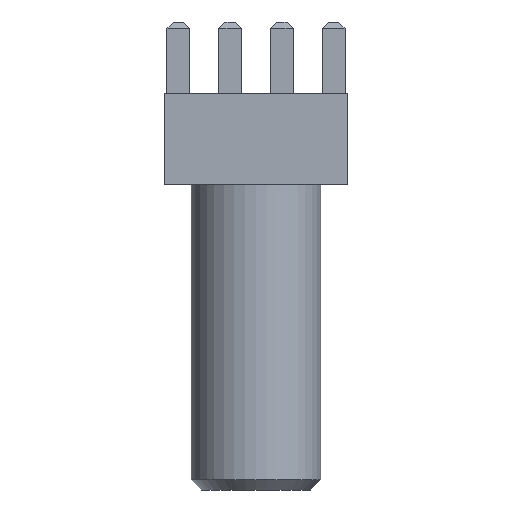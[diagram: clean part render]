
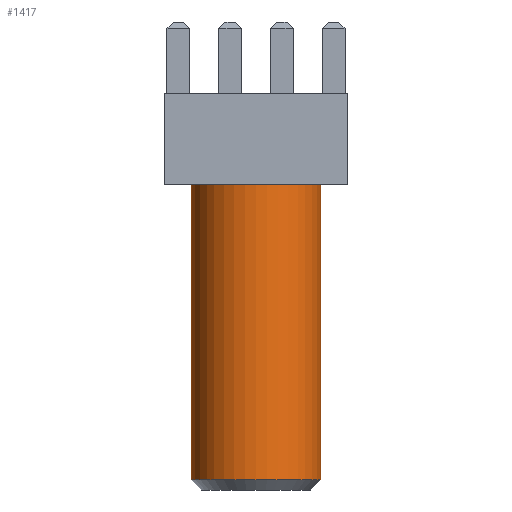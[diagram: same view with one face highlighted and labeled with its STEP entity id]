
A CAD part, front view. The second image highlights one B-rep face of the part: STEP entity #1417.
In plain terms, the highlighted cylindrical face has radius 3.175 mm (diameter 6.35 mm), a partial arc.
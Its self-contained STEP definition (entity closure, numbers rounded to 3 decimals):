
#559 = EDGE_CURVE ( 'NONE', #962, #961, #1830, .T. ) ;
#560 = EDGE_CURVE ( 'NONE', #960, #957, #1831, .T. ) ;
#572 = EDGE_CURVE ( 'NONE', #960, #961, #3224, .T. ) ;
#579 = EDGE_CURVE ( 'NONE', #957, #962, #3252, .T. ) ;
#957 = VERTEX_POINT ( 'NONE', #3093 ) ;
#960 = VERTEX_POINT ( 'NONE', #3096 ) ;
#961 = VERTEX_POINT ( 'NONE', #3097 ) ;
#962 = VERTEX_POINT ( 'NONE', #3098 ) ;
#1417 = ADVANCED_FACE ( 'NONE', ( #2350 ), #2352, .T. ) ;
#1830 = CIRCLE ( 'NONE', #1833, 3.175 ) ;
#1831 = CIRCLE ( 'NONE', #1835, 3.175 ) ;
#1833 = AXIS2_PLACEMENT_3D ( 'NONE', #3192, #3193, #3194 ) ;
#1835 = AXIS2_PLACEMENT_3D ( 'NONE', #3196, #3197, #3198 ) ;
#1847 = VECTOR ( 'NONE', #3232, 1000. ) ;
#1857 = VECTOR ( 'NONE', #3254, 1000. ) ;
#2231 = EDGE_LOOP ( 'NONE', ( #4018, #4049, #4051, #4066 ) ) ;
#2346 = DIRECTION ( 'NONE',  ( 0., 0., 1. ) ) ;
#2350 = FACE_OUTER_BOUND ( 'NONE', #2231, .T. ) ;
#2351 = CARTESIAN_POINT ( 'NONE',  ( 0., 0., -15. ) ) ;
#2352 = CYLINDRICAL_SURFACE ( 'NONE', #3454, 3.175 ) ;
#2353 = DIRECTION ( 'NONE',  ( 1., 0., 0. ) ) ;
#3093 = CARTESIAN_POINT ( 'NONE',  ( 3.175, 0., -14.5 ) ) ;
#3096 = CARTESIAN_POINT ( 'NONE',  ( -3.175, 0., -14.5 ) ) ;
#3097 = CARTESIAN_POINT ( 'NONE',  ( -3.175, 0., 0. ) ) ;
#3098 = CARTESIAN_POINT ( 'NONE',  ( 3.175, 0., 0. ) ) ;
#3192 = CARTESIAN_POINT ( 'NONE',  ( 0., 0., 0. ) ) ;
#3193 = DIRECTION ( 'NONE',  ( 0., 0., -1. ) ) ;
#3194 = DIRECTION ( 'NONE',  ( -1., 0., 0. ) ) ;
#3196 = CARTESIAN_POINT ( 'NONE',  ( 0., 0., -14.5 ) ) ;
#3197 = DIRECTION ( 'NONE',  ( 0., 0., 1. ) ) ;
#3198 = DIRECTION ( 'NONE',  ( -1., 0., 0. ) ) ;
#3224 = LINE ( 'NONE', #3231, #1847 ) ;
#3231 = CARTESIAN_POINT ( 'NONE',  ( -3.175, 0., -15. ) ) ;
#3232 = DIRECTION ( 'NONE',  ( 0., 0., 1. ) ) ;
#3252 = LINE ( 'NONE', #3253, #1857 ) ;
#3253 = CARTESIAN_POINT ( 'NONE',  ( 3.175, 0., -15. ) ) ;
#3254 = DIRECTION ( 'NONE',  ( 0., 0., 1. ) ) ;
#3454 = AXIS2_PLACEMENT_3D ( 'NONE', #2351, #2346, #2353 ) ;
#4018 = ORIENTED_EDGE ( 'NONE', *, *, #572, .F. ) ;
#4049 = ORIENTED_EDGE ( 'NONE', *, *, #560, .T. ) ;
#4051 = ORIENTED_EDGE ( 'NONE', *, *, #579, .T. ) ;
#4066 = ORIENTED_EDGE ( 'NONE', *, *, #559, .T. ) ;
